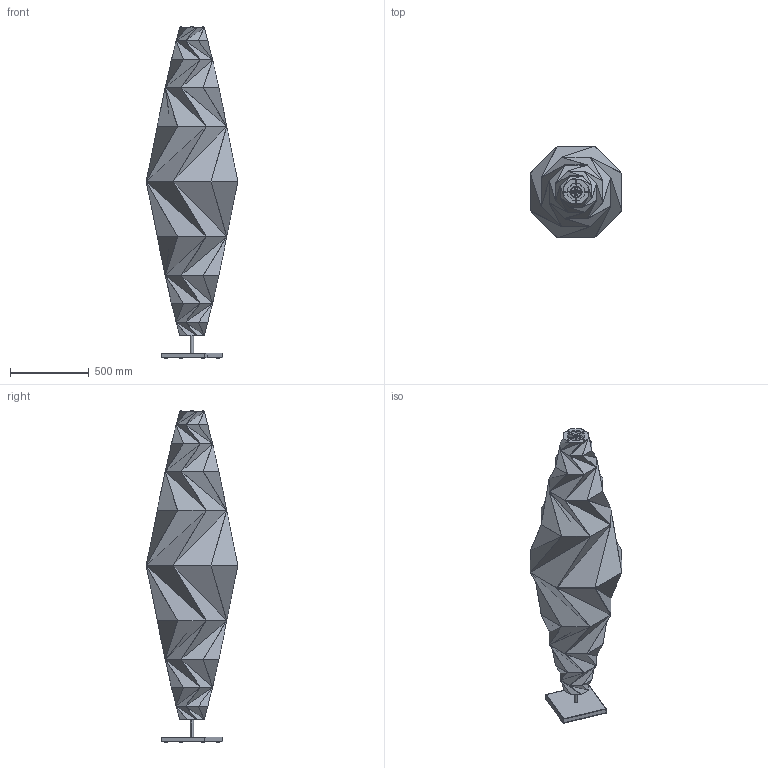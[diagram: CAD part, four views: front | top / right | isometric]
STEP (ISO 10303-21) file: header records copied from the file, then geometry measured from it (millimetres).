
FILE_DESCRIPTION(/* description */ (''),/* implementation_level */ '2;1');
FILE_NAME(/* name */ 'IN-EI OC 013-FLOOR _3D',/* time_stamp */ '2012-05-22T17:26:11+02:00',/* author */ (''),/* organization */ (''),/* preprocessor_version */ 'ST-DEVELOPER v10',/* originating_system */ '',/* authorisation */ '');
FILE_SCHEMA (('CONFIG_CONTROL_DESIGN'));
Length unit declared in the file: millimetre
Products named in the file (1): 1
Bounding box: 580 x 580 x 2101.5 mm (x, y, z)
Volume: 1813211.2 mm3; surface area: 6307910.9 mm2
Topology: 73 solids, 121 shells, 1498 faces, 3649 edges, 1945 vertices
Faces by surface type: bspline 1267, plane 231
Entity records: 46209 total; most frequent: CARTESIAN_POINT 25173, ORIENTED_EDGE 6334, EDGE_CURVE 3319, B_SPLINE_CURVE_WITH_KNOTS 2746, VERTEX_POINT 1945, EDGE_LOOP 1570, ADVANCED_FACE 1498, FACE_OUTER_BOUND 1498
